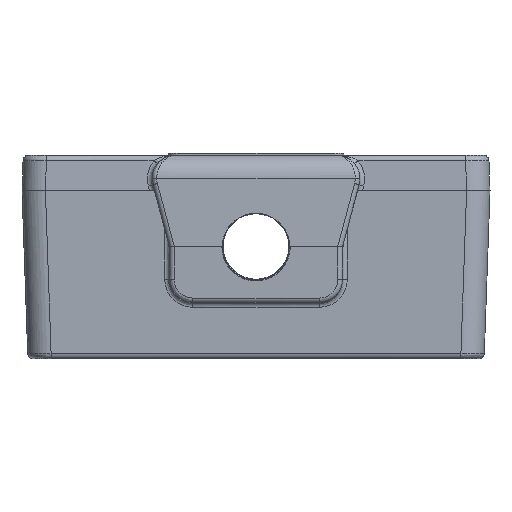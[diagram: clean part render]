
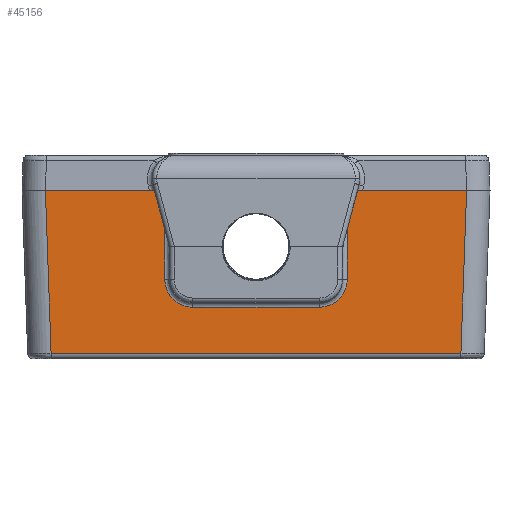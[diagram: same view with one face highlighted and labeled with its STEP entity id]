
A CAD part, left-side view. The second image highlights one B-rep face of the part: STEP entity #45156.
In plain terms, the highlighted planar face has unit normal (-1, 0, -0.018).
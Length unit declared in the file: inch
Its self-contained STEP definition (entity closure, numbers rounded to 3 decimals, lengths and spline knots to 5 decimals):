
#7504 = VERTEX_POINT ( 'NONE', #15325 ) ;
#8025 = CARTESIAN_POINT ( 'NONE',  ( -2.275, -0.4875, 0.4225 ) ) ;
#8504 = EDGE_CURVE ( 'NONE', #94277, #214906, #103249, .T. ) ;
#12863 = VECTOR ( 'NONE', #119583, 39.37008 ) ;
#13002 = VECTOR ( 'NONE', #221814, 39.37008 ) ;
#15325 = CARTESIAN_POINT ( 'NONE',  ( -2.2641, -0.3375, -0.20206 ) ) ;
#21097 = CARTESIAN_POINT ( 'NONE',  ( -2.26511, 0.45743, -0.14423 ) ) ;
#23170 = EDGE_CURVE ( 'NONE', #219470, #89476, #211535, .T. ) ;
#24061 = EDGE_CURVE ( 'NONE', #88784, #131440, #211419, .T. ) ;
#26787 = VECTOR ( 'NONE', #124171, 39.37008 ) ;
#34014 = CARTESIAN_POINT ( 'NONE',  ( -2.2598, 1.0946, -0.44802 ) ) ;
#37017 = CARTESIAN_POINT ( 'NONE',  ( -2.2598, -1.0946, -0.44802 ) ) ;
#45156 = ADVANCED_FACE ( 'NONE', ( #213809 ), #75867, .F. ) ;
#47843 = DIRECTION ( 'NONE',  ( 0., 1., 0. ) ) ;
#48384 = CARTESIAN_POINT ( 'NONE',  ( -2.275, -1.375, 0.4225 ) ) ;
#55960 = VECTOR ( 'NONE', #83141, 39.37008 ) ;
#58372 = CARTESIAN_POINT ( 'NONE',  ( -2.25161, -1.375, -0.91765 ) ) ;
#58427 = ORIENTED_EDGE ( 'NONE', *, *, #23170, .F. ) ;
#59103 = EDGE_CURVE ( 'NONE', #152889, #7504, #140819, .T. ) ;
#59565 = CARTESIAN_POINT ( 'NONE',  ( -2.2641, 0.3375, -0.20206 ) ) ;
#60922 = EDGE_CURVE ( 'NONE', #205969, #105133, #217249, .T. ) ;
#63740 = VECTOR ( 'NONE', #47843, 39.37008 ) ;
#63955 = VECTOR ( 'NONE', #151623, 39.37008 ) ;
#64161 = LINE ( 'NONE', #172804, #63740 ) ;
#64834 = CARTESIAN_POINT ( 'NONE',  ( -2.2641, -0.35714, -0.20203 ) ) ;
#65628 = EDGE_CURVE ( 'NONE', #105133, #219470, #64161, .T. ) ;
#67203 = ORIENTED_EDGE ( 'NONE', *, *, #60922, .F. ) ;
#69599 = CARTESIAN_POINT ( 'NONE',  ( -2.2641, -1.375, -0.20206 ) ) ;
#71298 = EDGE_LOOP ( 'NONE', ( #155676, #58427, #197725, #67203, #134296, #153024, #101899, #115900, #140441, #209817 ) ) ;
#71610 = CARTESIAN_POINT ( 'NONE',  ( -2.25161, -0.4875, -0.91765 ) ) ;
#73597 = DIRECTION ( 'NONE',  ( 1., 0., 0.017 ) ) ;
#75867 = PLANE ( 'NONE',  #170411 ) ;
#77103 = CARTESIAN_POINT ( 'NONE',  ( -2.26637, 0.48746, -0.0717 ) ) ;
#79386 = B_SPLINE_CURVE_WITH_KNOTS ( 'NONE', 3,
 ( #166534, #64834, #136030, #207383, #148987, #220255, #120840, #229477, #119701, #103359 ),
 .UNSPECIFIED., .F., .F.,
 ( 4, 2, 2, 2, 4 ),
 ( 0., 0.25, 0.5, 0.75, 1. ),
 .UNSPECIFIED. ) ;
#82451 = EDGE_CURVE ( 'NONE', #89476, #88784, #82746, .T. ) ;
#82478 = VECTOR ( 'NONE', #107432, 39.37008 ) ;
#82746 = LINE ( 'NONE', #190245, #63955 ) ;
#83141 = DIRECTION ( 'NONE',  ( -0.017, 0.035, 0.999 ) ) ;
#83500 = CARTESIAN_POINT ( 'NONE',  ( -2.275, 1.125, 0.4225 ) ) ;
#88784 = VERTEX_POINT ( 'NONE', #93822 ) ;
#89476 = VERTEX_POINT ( 'NONE', #83500 ) ;
#92405 = CARTESIAN_POINT ( 'NONE',  ( -2.2641, 0.35713, -0.20207 ) ) ;
#93822 = CARTESIAN_POINT ( 'NONE',  ( -2.275, 0.4875, 0.4225 ) ) ;
#94277 = VERTEX_POINT ( 'NONE', #94989 ) ;
#94989 = CARTESIAN_POINT ( 'NONE',  ( -2.26672, -0.4875, -0.05206 ) ) ;
#95010 = B_SPLINE_CURVE_WITH_KNOTS ( 'NONE', 3,
 ( #203236, #77103, #109852, #181144, #21097, #219591, #220727, #184583, #92405, #59565 ),
 .UNSPECIFIED., .F., .F.,
 ( 4, 2, 2, 2, 4 ),
 ( 0., 0.25, 0.5, 0.75, 1. ),
 .UNSPECIFIED. ) ;
#99904 = EDGE_CURVE ( 'NONE', #131440, #152889, #95010, .T. ) ;
#101899 = ORIENTED_EDGE ( 'NONE', *, *, #175345, .F. ) ;
#103249 = LINE ( 'NONE', #71610, #26787 ) ;
#103359 = CARTESIAN_POINT ( 'NONE',  ( -2.26672, -0.4875, -0.05206 ) ) ;
#105133 = VERTEX_POINT ( 'NONE', #37017 ) ;
#107432 = DIRECTION ( 'NONE',  ( 0.017, 0., -1. ) ) ;
#107524 = DIRECTION ( 'NONE',  ( 0.017, 0., -1. ) ) ;
#109852 = CARTESIAN_POINT ( 'NONE',  ( -2.26603, 0.4836, -0.09133 ) ) ;
#111993 = CARTESIAN_POINT ( 'NONE',  ( -2.275, -1.125, 0.4225 ) ) ;
#115900 = ORIENTED_EDGE ( 'NONE', *, *, #59103, .F. ) ;
#119583 = DIRECTION ( 'NONE',  ( 0., -1., 0. ) ) ;
#119701 = CARTESIAN_POINT ( 'NONE',  ( -2.26637, -0.4875, -0.0717 ) ) ;
#120840 = CARTESIAN_POINT ( 'NONE',  ( -2.2654, -0.46858, -0.12761 ) ) ;
#124171 = DIRECTION ( 'NONE',  ( -0.017, 0., 1. ) ) ;
#131440 = VERTEX_POINT ( 'NONE', #136731 ) ;
#132911 = EDGE_CURVE ( 'NONE', #214906, #205969, #209530, .T. ) ;
#134296 = ORIENTED_EDGE ( 'NONE', *, *, #132911, .F. ) ;
#136030 = CARTESIAN_POINT ( 'NONE',  ( -2.26417, -0.37677, -0.19816 ) ) ;
#136731 = CARTESIAN_POINT ( 'NONE',  ( -2.26672, 0.4875, -0.05206 ) ) ;
#140441 = ORIENTED_EDGE ( 'NONE', *, *, #99904, .F. ) ;
#140819 = LINE ( 'NONE', #69599, #214560 ) ;
#148987 = CARTESIAN_POINT ( 'NONE',  ( -2.26462, -0.42967, -0.17199 ) ) ;
#151623 = DIRECTION ( 'NONE',  ( 0., -1., 0. ) ) ;
#152889 = VERTEX_POINT ( 'NONE', #212119 ) ;
#153024 = ORIENTED_EDGE ( 'NONE', *, *, #8504, .F. ) ;
#155676 = ORIENTED_EDGE ( 'NONE', *, *, #82451, .F. ) ;
#165793 = CARTESIAN_POINT ( 'NONE',  ( -2.25184, -1.07867, -0.90408 ) ) ;
#166534 = CARTESIAN_POINT ( 'NONE',  ( -2.2641, -0.3375, -0.20206 ) ) ;
#170411 = AXIS2_PLACEMENT_3D ( 'NONE', #58372, #73597, #107524 ) ;
#172804 = CARTESIAN_POINT ( 'NONE',  ( -2.2598, -0.6875, -0.44802 ) ) ;
#175345 = EDGE_CURVE ( 'NONE', #7504, #94277, #79386, .T. ) ;
#177533 = CARTESIAN_POINT ( 'NONE',  ( -2.25161, 0.4875, -0.91765 ) ) ;
#178255 = DIRECTION ( 'NONE',  ( 0., -1., 0. ) ) ;
#181144 = CARTESIAN_POINT ( 'NONE',  ( -2.2654, 0.46861, -0.12763 ) ) ;
#184583 = CARTESIAN_POINT ( 'NONE',  ( -2.26417, 0.37676, -0.19816 ) ) ;
#190245 = CARTESIAN_POINT ( 'NONE',  ( -2.275, -1.375, 0.4225 ) ) ;
#197725 = ORIENTED_EDGE ( 'NONE', *, *, #65628, .F. ) ;
#203236 = CARTESIAN_POINT ( 'NONE',  ( -2.26672, 0.4875, -0.05206 ) ) ;
#205969 = VERTEX_POINT ( 'NONE', #111993 ) ;
#207383 = CARTESIAN_POINT ( 'NONE',  ( -2.26443, -0.41306, -0.18317 ) ) ;
#209530 = LINE ( 'NONE', #48384, #12863 ) ;
#209817 = ORIENTED_EDGE ( 'NONE', *, *, #24061, .F. ) ;
#211419 = LINE ( 'NONE', #177533, #82478 ) ;
#211535 = LINE ( 'NONE', #34014, #55960 ) ;
#212119 = CARTESIAN_POINT ( 'NONE',  ( -2.2641, 0.3375, -0.20206 ) ) ;
#213809 = FACE_OUTER_BOUND ( 'NONE', #71298, .T. ) ;
#214560 = VECTOR ( 'NONE', #178255, 39.37008 ) ;
#214906 = VERTEX_POINT ( 'NONE', #8025 ) ;
#217249 = LINE ( 'NONE', #165793, #13002 ) ;
#219470 = VERTEX_POINT ( 'NONE', #226387 ) ;
#219591 = CARTESIAN_POINT ( 'NONE',  ( -2.26462, 0.42968, -0.17202 ) ) ;
#220255 = CARTESIAN_POINT ( 'NONE',  ( -2.26511, -0.45745, -0.14424 ) ) ;
#220727 = CARTESIAN_POINT ( 'NONE',  ( -2.26443, 0.41305, -0.18314 ) ) ;
#221814 = DIRECTION ( 'NONE',  ( 0.017, 0.035, -0.999 ) ) ;
#226387 = CARTESIAN_POINT ( 'NONE',  ( -2.25977, 1.0946, -0.44802 ) ) ;
#229477 = CARTESIAN_POINT ( 'NONE',  ( -2.26603, -0.4836, -0.09132 ) ) ;
